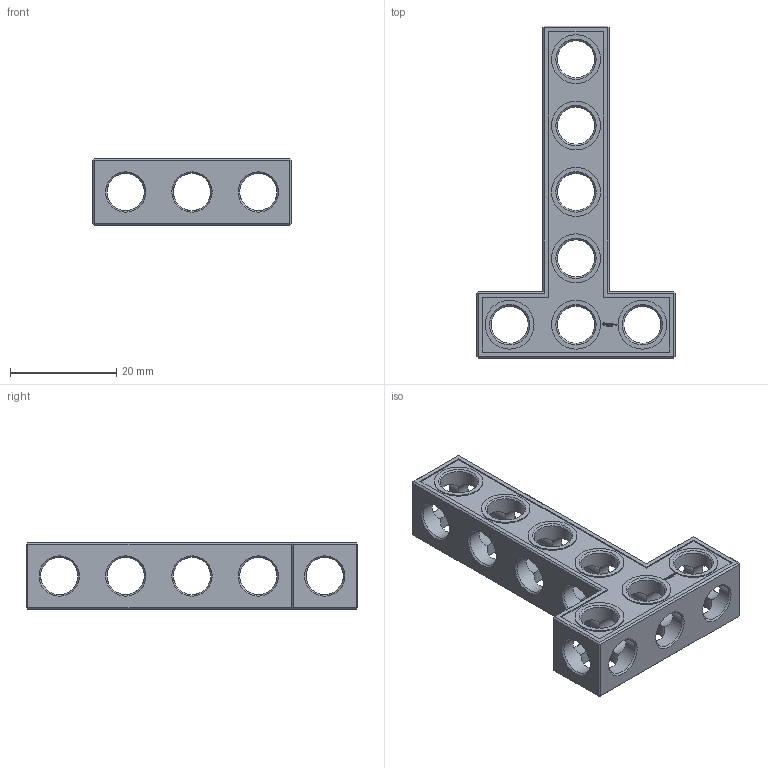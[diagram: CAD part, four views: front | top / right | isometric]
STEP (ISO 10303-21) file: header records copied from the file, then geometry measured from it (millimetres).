
FILE_DESCRIPTION(('FreeCAD Model'),'2;1');
FILE_NAME('Open CASCADE Shape Model','2021-08-07T21:00:51',( 'Paulo Kiefe'),('STEMFIE.org'),'Open CASCADE STEP processor 7.4', 'FreeCAD','Unknown');
FILE_SCHEMA(('AUTOMOTIVE_DESIGN { 1 0 10303 214 1 1 1 1 }'));
Length unit declared in the file: millimetre
Products named in the file (1): Beam_TSH_SYM_ESS_BU03x05x01_-_SPN-BEM-1003_(stemfie.org)001
Bounding box: 37.5 x 62.5 x 12.5 mm (x, y, z)
Volume: 6830.8 mm3; surface area: 6278.7 mm2
Topology: 1 solids, 1 shells, 616 faces, 1763 edges, 1161 vertices
Faces by surface type: plane 381, extrusion 162, cylinder 43, cone 30
Full cylindrical faces by diameter (mm): 7 x36, 9.2 x7
Entity records: 46375 total; most frequent: CARTESIAN_POINT 12830, DIRECTION 5451, VECTOR 4064, LINE 3902, ORIENTED_EDGE 3526, PCURVE 3526, DEFINITIONAL_REPRESENTATION 3526, EDGE_CURVE 1763
